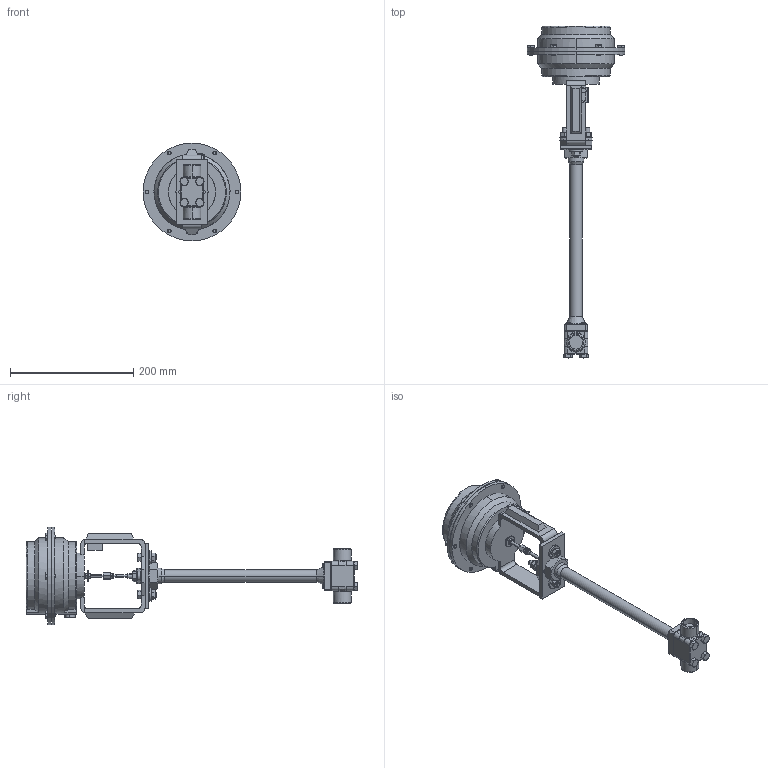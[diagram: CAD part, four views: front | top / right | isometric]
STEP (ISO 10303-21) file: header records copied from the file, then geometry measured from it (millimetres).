
FILE_DESCRIPTION (( 'STEP AP203' ), '1' );
FILE_NAME ('708CR-050-S6-SW-14M.step', '2017-09-15T14:10:57', ( '' ), ( '' ), 'SwSTEP 2.0', 'SolidWorks 2014', '' );
FILE_SCHEMA (( 'CONFIG_CONTROL_DESIGN' ));
Length unit declared in the file: inch
Products named in the file (1): 708CR-050-S6-SW-14M
Bounding box: 158.75 x 538.37 x 158.75 mm (x, y, z)
Volume: 1417142.6 mm3; surface area: 161046.6 mm2
Topology: 1 solids, 1 shells, 844 faces, 2054 edges, 1274 vertices
Faces by surface type: plane 353, cone 231, cylinder 144, bspline 76, torus 40
Entity records: 32829 total; most frequent: CARTESIAN_POINT 13836, ORIENTED_EDGE 4108, DIRECTION 3649, EDGE_CURVE 2054, AXIS2_PLACEMENT_3D 1376, VERTEX_POINT 1274, EDGE_LOOP 922, LINE 897
